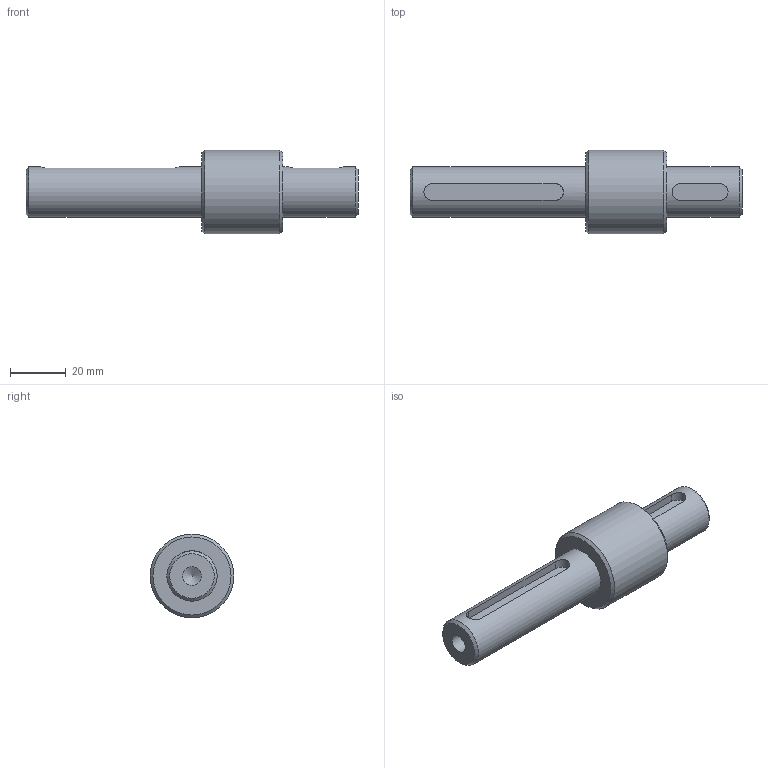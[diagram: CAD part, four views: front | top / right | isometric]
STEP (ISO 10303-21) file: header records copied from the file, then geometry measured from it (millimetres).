
FILE_DESCRIPTION((''),'2;1');
FILE_NAME('909004.ipt.stp','2010-09-05T12:30:35',(''),(''),'Autodesk Inventor 2010','Autodesk Inventor 2010','');
FILE_SCHEMA(('AUTOMOTIVE_DESIGN { 1 0 10303 214 1 1 1 1 }'));
Length unit declared in the file: millimetre
Products named in the file (1): 909004
Bounding box: 119 x 30 x 30 mm (x, y, z)
Volume: 40819.4 mm3; surface area: 10153.5 mm2
Topology: 1 solids, 1 shells, 25 faces, 57 edges, 38 vertices
Faces by surface type: plane 10, cylinder 7, bspline 4, cone 4
Full cylindrical faces by diameter (mm): 18 x2, 30 x1
Entity records: 752 total; most frequent: CARTESIAN_POINT 242, DIRECTION 96, ORIENTED_EDGE 84, EDGE_CURVE 42, AXIS2_PLACEMENT_3D 40, EDGE_LOOP 40, VERTEX_POINT 34, FACE_OUTER_BOUND 25
